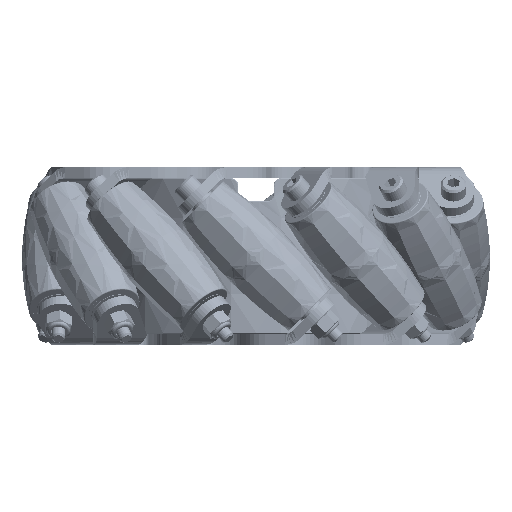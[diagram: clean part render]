
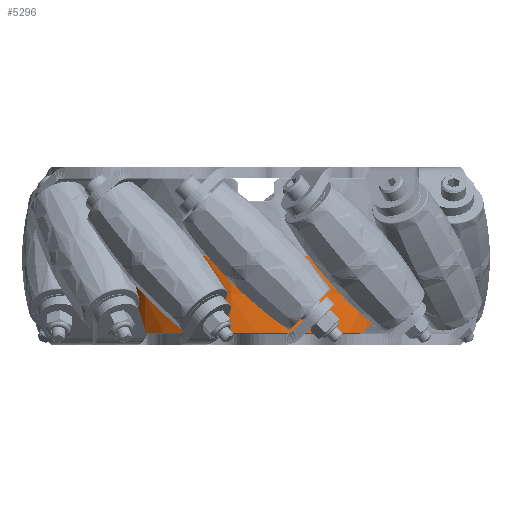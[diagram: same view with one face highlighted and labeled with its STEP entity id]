
A CAD part, left-side view. The second image highlights one B-rep face of the part: STEP entity #5296.
In plain terms, the highlighted conical face has half-angle 1 degrees and reference radius 31.75 mm.
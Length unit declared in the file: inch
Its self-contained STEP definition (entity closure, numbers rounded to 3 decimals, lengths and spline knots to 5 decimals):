
#2557 = LINE ( 'NONE', #22202, #50972 ) ;
#4570 = VERTEX_POINT ( 'NONE', #54199 ) ;
#4820 = ORIENTED_EDGE ( 'NONE', *, *, #55798, .T. ) ;
#5296 = ADVANCED_FACE ( 'NONE', ( #50824 ), #28670, .T. ) ;
#7144 = ORIENTED_EDGE ( 'NONE', *, *, #56508, .F. ) ;
#8119 = DIRECTION ( 'NONE',  ( 0., 0., -1. ) ) ;
#8177 = ORIENTED_EDGE ( 'NONE', *, *, #26996, .T. ) ;
#9850 = AXIS2_PLACEMENT_3D ( 'NONE', #36546, #60251, #8119 ) ;
#10797 = VERTEX_POINT ( 'NONE', #41938 ) ;
#15504 = AXIS2_PLACEMENT_3D ( 'NONE', #46082, #22745, #40718 ) ;
#22202 = CARTESIAN_POINT ( 'NONE',  ( 0., 0.6655, 1.25 ) ) ;
#22745 = DIRECTION ( 'NONE',  ( 0., 1., 0. ) ) ;
#24092 = ORIENTED_EDGE ( 'NONE', *, *, #46998, .T. ) ;
#25751 = LINE ( 'NONE', #50034, #30896 ) ;
#26996 = EDGE_CURVE ( 'NONE', #10797, #56651, #47877, .T. ) ;
#28670 = CONICAL_SURFACE ( 'NONE', #15504, 1.25, 0.017 ) ;
#30896 = VECTOR ( 'NONE', #45291, 39.37008 ) ;
#36546 = CARTESIAN_POINT ( 'NONE',  ( 0., 0.00983, 0. ) ) ;
#37190 = DIRECTION ( 'NONE',  ( 0., 0., -1. ) ) ;
#37805 = VERTEX_POINT ( 'NONE', #52384 ) ;
#40718 = DIRECTION ( 'NONE',  ( 0., 0., 1. ) ) ;
#41595 = DIRECTION ( 'NONE',  ( 0., -1., 0. ) ) ;
#41903 = CARTESIAN_POINT ( 'NONE',  ( 0., 0.6655, 0. ) ) ;
#41938 = CARTESIAN_POINT ( 'NONE',  ( 0., 0.6655, 1.25 ) ) ;
#43046 = CARTESIAN_POINT ( 'NONE',  ( 0., 0.6655, -1.25 ) ) ;
#43200 = EDGE_LOOP ( 'NONE', ( #7144, #24092, #4820, #8177 ) ) ;
#45291 = DIRECTION ( 'NONE',  ( 0., 1., -0.017 ) ) ;
#46082 = CARTESIAN_POINT ( 'NONE',  ( 0., 0.6655, 0. ) ) ;
#46998 = EDGE_CURVE ( 'NONE', #4570, #37805, #56295, .T. ) ;
#47877 = CIRCLE ( 'NONE', #61000, 1.25 ) ;
#50034 = CARTESIAN_POINT ( 'NONE',  ( 0., 0.6655, -1.25 ) ) ;
#50824 = FACE_OUTER_BOUND ( 'NONE', #43200, .T. ) ;
#50878 = DIRECTION ( 'NONE',  ( 0., 1., 0.017 ) ) ;
#50972 = VECTOR ( 'NONE', #50878, 39.37008 ) ;
#52384 = CARTESIAN_POINT ( 'NONE',  ( 0., 0.00983, 1.23856 ) ) ;
#54199 = CARTESIAN_POINT ( 'NONE',  ( 0., 0.00983, -1.23856 ) ) ;
#55798 = EDGE_CURVE ( 'NONE', #37805, #10797, #2557, .T. ) ;
#56295 = CIRCLE ( 'NONE', #9850, 1.23856 ) ;
#56508 = EDGE_CURVE ( 'NONE', #4570, #56651, #25751, .T. ) ;
#56651 = VERTEX_POINT ( 'NONE', #43046 ) ;
#60251 = DIRECTION ( 'NONE',  ( 0., 1., 0. ) ) ;
#61000 = AXIS2_PLACEMENT_3D ( 'NONE', #41903, #41595, #37190 ) ;
